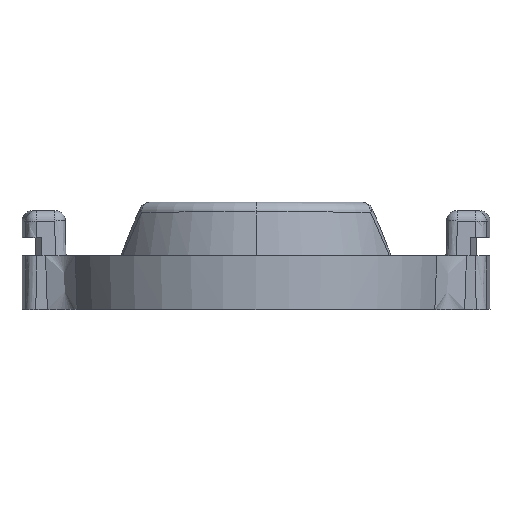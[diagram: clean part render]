
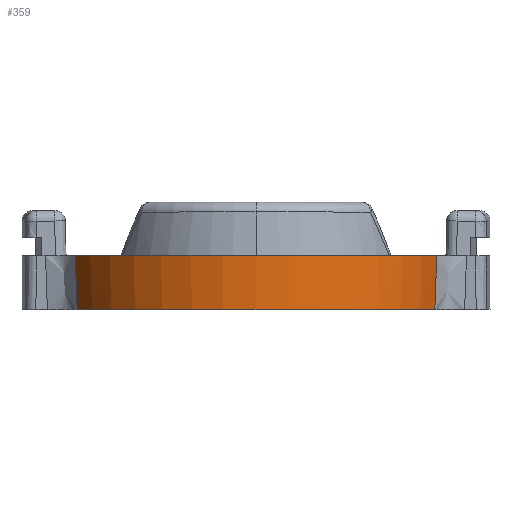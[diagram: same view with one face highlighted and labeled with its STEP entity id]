
A CAD part, top view. The second image highlights one B-rep face of the part: STEP entity #359.
In plain terms, the highlighted conical face has half-angle 3 degrees and reference radius 57.912 mm.
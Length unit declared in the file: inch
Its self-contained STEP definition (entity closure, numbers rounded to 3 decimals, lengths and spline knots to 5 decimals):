
#359 = ADVANCED_FACE ( 'NONE', ( #21512 ), #21515, .T. ) ;
#8483 = EDGE_LOOP ( 'NONE', ( #16608, #16607, #16606, #16605 ) ) ;
#12467 = AXIS2_PLACEMENT_3D ( 'NONE', #23083, #23114, #23115 ) ;
#12469 = AXIS2_PLACEMENT_3D ( 'NONE', #23200, #23201, #23202 ) ;
#13695 = CARTESIAN_POINT ( 'NONE',  ( 2.08889, 0., 0.82864 ) ) ;
#13696 = CARTESIAN_POINT ( 'NONE',  ( -2.08889, 0., 0.82864 ) ) ;
#14418 = VERTEX_POINT ( 'NONE', #14850 ) ;
#14419 = VERTEX_POINT ( 'NONE', #14851 ) ;
#14850 = CARTESIAN_POINT ( 'NONE',  ( -2.1122, 0.625, 0.85848 ) ) ;
#14851 = CARTESIAN_POINT ( 'NONE',  ( 2.1122, 0.625, 0.85848 ) ) ;
#16605 = ORIENTED_EDGE ( 'NONE', *, *, #24510, .T. ) ;
#16606 = ORIENTED_EDGE ( 'NONE', *, *, #24474, .T. ) ;
#16607 = ORIENTED_EDGE ( 'NONE', *, *, #24508, .T. ) ;
#16608 = ORIENTED_EDGE ( 'NONE', *, *, #24483, .F. ) ;
#20991 = AXIS2_PLACEMENT_3D ( 'NONE', #21115, #21114, #21112 ) ;
#21112 = DIRECTION ( 'NONE',  ( 0., 0., -1. ) ) ;
#21114 = DIRECTION ( 'NONE',  ( 0., 1., 0. ) ) ;
#21115 = CARTESIAN_POINT ( 'NONE',  ( 0., 0.625, 0. ) ) ;
#21512 = FACE_OUTER_BOUND ( 'NONE', #8483, .T. ) ;
#21515 = CONICAL_SURFACE ( 'NONE', #20991, 2.28, 0.052 ) ;
#23083 = CARTESIAN_POINT ( 'NONE',  ( 0., 0., 0. ) ) ;
#23114 = DIRECTION ( 'NONE',  ( 0., 1., 0. ) ) ;
#23115 = DIRECTION ( 'NONE',  ( 0., 0., 1. ) ) ;
#23200 = CARTESIAN_POINT ( 'NONE',  ( 0., 0.625, 0. ) ) ;
#23201 = DIRECTION ( 'NONE',  ( 0., 1., 0. ) ) ;
#23202 = DIRECTION ( 'NONE',  ( 0., 0., 1. ) ) ;
#23320 = CARTESIAN_POINT ( 'NONE',  ( -2.1122, 0.625, 0.85848 ) ) ;
#23378 = CARTESIAN_POINT ( 'NONE',  ( -2.10447, 0.41667, 0.84852 ) ) ;
#23379 = CARTESIAN_POINT ( 'NONE',  ( -2.09669, 0.20833, 0.83858 ) ) ;
#23380 = CARTESIAN_POINT ( 'NONE',  ( -2.08889, 0., 0.82864 ) ) ;
#23381 = CARTESIAN_POINT ( 'NONE',  ( 2.08889, 0., 0.82864 ) ) ;
#23386 = CARTESIAN_POINT ( 'NONE',  ( 2.09669, 0.20833, 0.83858 ) ) ;
#23387 = CARTESIAN_POINT ( 'NONE',  ( 2.10447, 0.41667, 0.84852 ) ) ;
#23388 = CARTESIAN_POINT ( 'NONE',  ( 2.1122, 0.625, 0.85848 ) ) ;
#24474 = EDGE_CURVE ( 'NONE', #30886, #30885, #30279, .T. ) ;
#24483 = EDGE_CURVE ( 'NONE', #14418, #14419, #30286, .T. ) ;
#24508 = EDGE_CURVE ( 'NONE', #14418, #30886, #32966, .T. ) ;
#24510 = EDGE_CURVE ( 'NONE', #30885, #14419, #32968, .T. ) ;
#30279 = CIRCLE ( 'NONE', #12467, 2.24725 ) ;
#30286 = CIRCLE ( 'NONE', #12469, 2.28 ) ;
#30885 = VERTEX_POINT ( 'NONE', #13695 ) ;
#30886 = VERTEX_POINT ( 'NONE', #13696 ) ;
#32966 = B_SPLINE_CURVE_WITH_KNOTS ( 'NONE', 3,
 ( #23320, #23378, #23379, #23380 ),
 .UNSPECIFIED., .F., .F.,
 ( 4, 4 ),
 ( 0., 0.0159 ),
 .UNSPECIFIED. ) ;
#32968 = B_SPLINE_CURVE_WITH_KNOTS ( 'NONE', 3,
 ( #23381, #23386, #23387, #23388 ),
 .UNSPECIFIED., .F., .F.,
 ( 4, 4 ),
 ( 0., 0.0159 ),
 .UNSPECIFIED. ) ;
